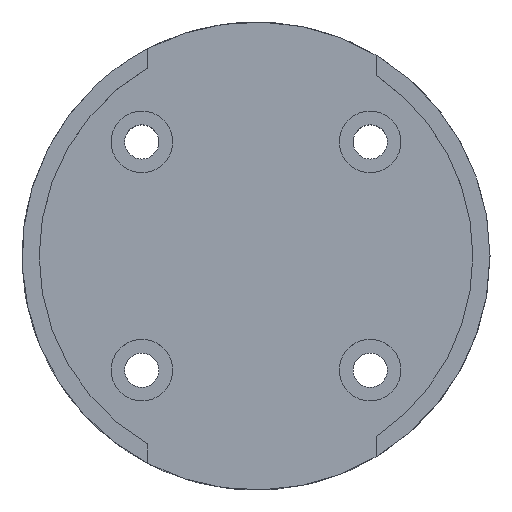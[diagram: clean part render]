
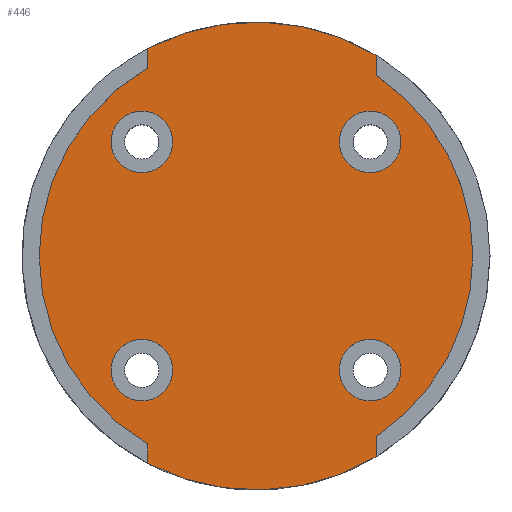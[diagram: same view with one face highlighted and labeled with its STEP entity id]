
A CAD part, top view. The second image highlights one B-rep face of the part: STEP entity #446.
In plain terms, the highlighted planar face has unit normal (0, 0, 1).
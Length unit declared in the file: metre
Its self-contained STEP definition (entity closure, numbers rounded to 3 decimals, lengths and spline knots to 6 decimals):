
#28=CIRCLE('',#493,0.019);
#30=CIRCLE('',#496,0.019);
#32=CIRCLE('',#499,0.0205);
#34=CIRCLE('',#501,0.0205);
#35=CIRCLE('',#503,0.0027);
#36=CIRCLE('',#504,0.0027);
#37=CIRCLE('',#505,0.0027);
#38=CIRCLE('',#506,0.0027);
#79=ORIENTED_EDGE('',*,*,#187,.F.);
#80=ORIENTED_EDGE('',*,*,#188,.F.);
#81=ORIENTED_EDGE('',*,*,#189,.F.);
#82=ORIENTED_EDGE('',*,*,#190,.F.);
#83=ORIENTED_EDGE('',*,*,#178,.T.);
#84=ORIENTED_EDGE('',*,*,#191,.T.);
#85=ORIENTED_EDGE('',*,*,#185,.T.);
#86=ORIENTED_EDGE('',*,*,#192,.F.);
#87=ORIENTED_EDGE('',*,*,#174,.T.);
#88=ORIENTED_EDGE('',*,*,#193,.F.);
#89=ORIENTED_EDGE('',*,*,#181,.T.);
#90=ORIENTED_EDGE('',*,*,#194,.T.);
#174=EDGE_CURVE('',#224,#226,#28,.T.);
#178=EDGE_CURVE('',#227,#230,#30,.T.);
#181=EDGE_CURVE('',#234,#233,#32,.T.);
#185=EDGE_CURVE('',#238,#237,#34,.T.);
#187=EDGE_CURVE('',#239,#239,#35,.T.);
#188=EDGE_CURVE('',#240,#240,#36,.T.);
#189=EDGE_CURVE('',#241,#241,#37,.T.);
#190=EDGE_CURVE('',#242,#242,#38,.T.);
#191=EDGE_CURVE('',#230,#238,#271,.T.);
#192=EDGE_CURVE('',#224,#237,#272,.T.);
#193=EDGE_CURVE('',#234,#226,#273,.T.);
#194=EDGE_CURVE('',#233,#227,#274,.T.);
#224=VERTEX_POINT('',#710);
#226=VERTEX_POINT('',#714);
#227=VERTEX_POINT('',#718);
#230=VERTEX_POINT('',#723);
#233=VERTEX_POINT('',#730);
#234=VERTEX_POINT('',#732);
#237=VERTEX_POINT('',#738);
#238=VERTEX_POINT('',#740);
#239=VERTEX_POINT('',#744);
#240=VERTEX_POINT('',#746);
#241=VERTEX_POINT('',#748);
#242=VERTEX_POINT('',#750);
#271=LINE('',#751,#299);
#272=LINE('',#752,#300);
#273=LINE('',#753,#301);
#274=LINE('',#754,#302);
#299=VECTOR('',#604,1.);
#300=VECTOR('',#605,1.);
#301=VECTOR('',#606,1.);
#302=VECTOR('',#607,1.);
#323=EDGE_LOOP('',(#79));
#324=EDGE_LOOP('',(#80));
#325=EDGE_LOOP('',(#81));
#326=EDGE_LOOP('',(#82));
#327=EDGE_LOOP('',(#83,#84,#85,#86,#87,#88,#89,#90));
#375=FACE_BOUND('',#323,.T.);
#376=FACE_BOUND('',#324,.T.);
#377=FACE_BOUND('',#325,.T.);
#378=FACE_BOUND('',#326,.T.);
#379=FACE_BOUND('',#327,.T.);
#423=PLANE('',#502);
#446=ADVANCED_FACE('',(#375,#376,#377,#378,#379),#423,.T.);
#493=AXIS2_PLACEMENT_3D('',#715,#570,#571);
#496=AXIS2_PLACEMENT_3D('',#724,#578,#579);
#499=AXIS2_PLACEMENT_3D('',#731,#585,#586);
#501=AXIS2_PLACEMENT_3D('',#739,#591,#592);
#502=AXIS2_PLACEMENT_3D('',#742,#594,#595);
#503=AXIS2_PLACEMENT_3D('',#743,#596,#597);
#504=AXIS2_PLACEMENT_3D('',#745,#598,#599);
#505=AXIS2_PLACEMENT_3D('',#747,#600,#601);
#506=AXIS2_PLACEMENT_3D('',#749,#602,#603);
#570=DIRECTION('',(0.,0.,1.));
#571=DIRECTION('',(1.,0.,0.));
#578=DIRECTION('',(0.,0.,1.));
#579=DIRECTION('',(1.,0.,0.));
#585=DIRECTION('',(0.,0.,1.));
#586=DIRECTION('',(1.,0.,0.));
#591=DIRECTION('',(0.,0.,1.));
#592=DIRECTION('',(1.,0.,0.));
#594=DIRECTION('',(0.,0.,1.));
#595=DIRECTION('',(1.,0.,0.));
#596=DIRECTION('',(0.,0.,1.));
#597=DIRECTION('',(1.,0.,0.));
#598=DIRECTION('',(0.,0.,1.));
#599=DIRECTION('',(1.,0.,0.));
#600=DIRECTION('',(0.,0.,1.));
#601=DIRECTION('',(1.,0.,0.));
#602=DIRECTION('',(0.,0.,1.));
#603=DIRECTION('',(1.,0.,0.));
#604=DIRECTION('',(0.,1.,0.));
#605=DIRECTION('',(0.,1.,0.));
#606=DIRECTION('',(0.,1.,0.));
#607=DIRECTION('',(0.,1.,0.));
#710=CARTESIAN_POINT('',(-0.009484,0.016464,0.002));
#714=CARTESIAN_POINT('',(-0.009484,-0.016464,0.002));
#715=CARTESIAN_POINT('',(0.,0.,0.002));
#718=CARTESIAN_POINT('',(0.010516,-0.015825,0.002));
#723=CARTESIAN_POINT('',(0.010516,0.015825,0.002));
#724=CARTESIAN_POINT('',(0.,0.,0.002));
#730=CARTESIAN_POINT('',(0.010516,-0.017597,0.002));
#731=CARTESIAN_POINT('',(0.,0.,0.002));
#732=CARTESIAN_POINT('',(-0.009484,-0.018174,0.002));
#738=CARTESIAN_POINT('',(-0.009484,0.018174,0.002));
#739=CARTESIAN_POINT('',(0.,0.,0.002));
#740=CARTESIAN_POINT('',(0.010516,0.017597,0.002));
#742=CARTESIAN_POINT('',(0.,0.,0.002));
#743=CARTESIAN_POINT('',(-0.01,-0.01,0.002));
#744=CARTESIAN_POINT('',(-0.0073,-0.01,0.002));
#745=CARTESIAN_POINT('',(0.01,-0.01,0.002));
#746=CARTESIAN_POINT('',(0.0127,-0.01,0.002));
#747=CARTESIAN_POINT('',(0.01,0.01,0.002));
#748=CARTESIAN_POINT('',(0.0127,0.01,0.002));
#749=CARTESIAN_POINT('',(-0.01,0.01,0.002));
#750=CARTESIAN_POINT('',(-0.0073,0.01,0.002));
#751=CARTESIAN_POINT('',(0.010516,0.025,0.002));
#752=CARTESIAN_POINT('',(-0.009484,0.025,0.002));
#753=CARTESIAN_POINT('',(-0.009484,0.025,0.002));
#754=CARTESIAN_POINT('',(0.010516,0.025,0.002));
